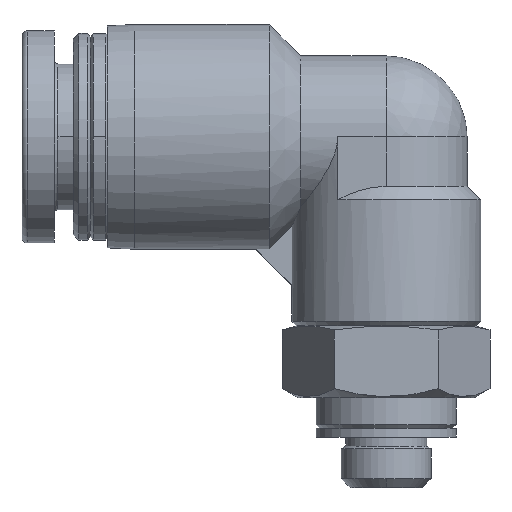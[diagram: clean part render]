
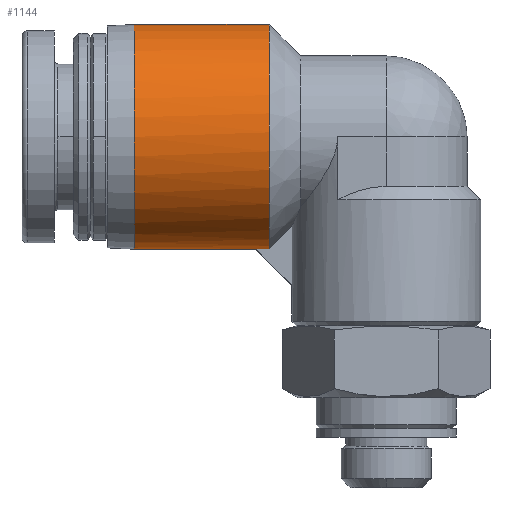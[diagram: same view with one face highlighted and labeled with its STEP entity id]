
A CAD part, front view. The second image highlights one B-rep face of the part: STEP entity #1144.
In plain terms, the highlighted cylindrical face has radius 6.25 mm (diameter 12.5 mm), a partial arc.
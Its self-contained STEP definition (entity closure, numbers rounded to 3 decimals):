
#20=ELLIPSE('',#1223,8.839,6.25);
#129=FACE_OUTER_BOUND('',#214,.T.);
#214=EDGE_LOOP('',(#866,#867,#868,#869,#870,#871));
#272=LINE('',#1900,#335);
#280=LINE('',#2028,#343);
#281=LINE('',#2030,#344);
#335=VECTOR('',#1442,0.77);
#343=VECTOR('',#1536,7.5);
#344=VECTOR('',#1537,6.75);
#391=CIRCLE('',#1200,6.25);
#434=CIRCLE('',#1274,6.25);
#473=VERTEX_POINT('',#1759);
#479=VERTEX_POINT('',#1798);
#497=VERTEX_POINT('',#1884);
#499=VERTEX_POINT('',#1887);
#543=VERTEX_POINT('',#2027);
#544=VERTEX_POINT('',#2029);
#586=EDGE_CURVE('',#479,#473,#391,.T.);
#611=EDGE_CURVE('',#499,#497,#20,.T.);
#618=EDGE_CURVE('',#497,#473,#272,.T.);
#666=EDGE_CURVE('',#543,#479,#280,.T.);
#667=EDGE_CURVE('',#544,#499,#281,.T.);
#669=EDGE_CURVE('',#543,#544,#434,.T.);
#866=ORIENTED_EDGE('',*,*,#669,.T.);
#867=ORIENTED_EDGE('',*,*,#667,.T.);
#868=ORIENTED_EDGE('',*,*,#611,.T.);
#869=ORIENTED_EDGE('',*,*,#618,.T.);
#870=ORIENTED_EDGE('',*,*,#586,.F.);
#871=ORIENTED_EDGE('',*,*,#666,.F.);
#1094=CYLINDRICAL_SURFACE('',#1273,6.25);
#1144=ADVANCED_FACE('',(#129),#1094,.T.);
#1200=AXIS2_PLACEMENT_3D('',#1800,#1374,#1375);
#1223=AXIS2_PLACEMENT_3D('',#1888,#1427,#1428);
#1273=AXIS2_PLACEMENT_3D('',#2032,#1540,#1541);
#1274=AXIS2_PLACEMENT_3D('',#2033,#1542,#1543);
#1374=DIRECTION('center_axis',(1.,0.,0.));
#1375=DIRECTION('ref_axis',(0.,0.,1.));
#1427=DIRECTION('center_axis',(-0.707,0.,
-0.707));
#1428=DIRECTION('ref_axis',(0.707,0.,-0.707));
#1442=DIRECTION('',(1.,0.,0.));
#1536=DIRECTION('',(1.,0.,0.));
#1537=DIRECTION('',(1.,0.,0.));
#1540=DIRECTION('center_axis',(1.,0.,0.));
#1541=DIRECTION('ref_axis',(0.,-1.,0.));
#1542=DIRECTION('center_axis',(1.,0.,0.));
#1543=DIRECTION('ref_axis',(0.,0.,1.));
#1759=CARTESIAN_POINT('',(-6.5,-0.5,13.27));
#1798=CARTESIAN_POINT('',(-6.5,0.,25.75));
#1800=CARTESIAN_POINT('Origin',(-6.5,0.,
19.5));
#1884=CARTESIAN_POINT('',(-7.27,-0.5,13.27));
#1887=CARTESIAN_POINT('',(-7.25,0.,13.25));
#1888=CARTESIAN_POINT('Origin',(-13.5,0.,
19.5));
#1900=CARTESIAN_POINT('',(-7.27,-0.5,13.27));
#2027=CARTESIAN_POINT('',(-14.,0.,25.75));
#2028=CARTESIAN_POINT('',(-14.,0.,25.75));
#2029=CARTESIAN_POINT('',(-14.,0.,13.25));
#2030=CARTESIAN_POINT('',(-14.,0.,13.25));
#2032=CARTESIAN_POINT('Origin',(-14.,0.,19.5));
#2033=CARTESIAN_POINT('Origin',(-14.,0.,19.5));
